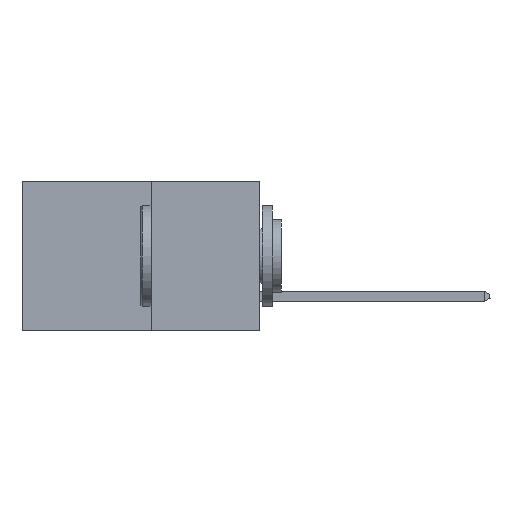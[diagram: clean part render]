
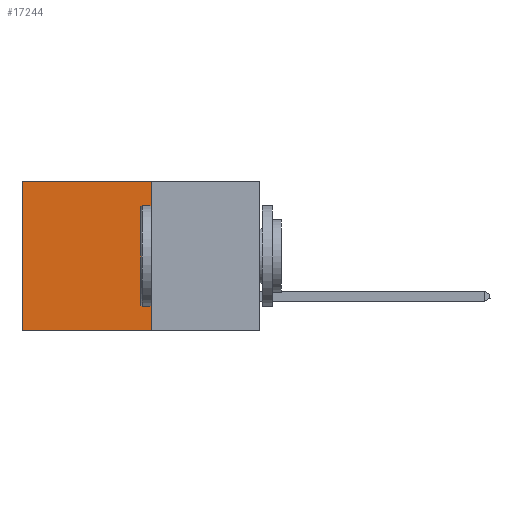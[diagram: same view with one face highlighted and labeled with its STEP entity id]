
A CAD part, left-side view. The second image highlights one B-rep face of the part: STEP entity #17244.
In plain terms, the highlighted planar face has unit normal (-1, 0, 0).
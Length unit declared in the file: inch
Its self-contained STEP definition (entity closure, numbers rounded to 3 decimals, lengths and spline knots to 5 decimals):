
#309 = ORIENTED_EDGE ( 'NONE', *, *, #18627, .T. ) ;
#826 = DIRECTION ( 'NONE',  ( 0., 0., -1. ) ) ;
#1743 = DIRECTION ( 'NONE',  ( 0., 1., 0. ) ) ;
#1941 = CARTESIAN_POINT ( 'NONE',  ( 0.277, 0.27, 0. ) ) ;
#2418 = VECTOR ( 'NONE', #1743, 39.37008 ) ;
#2875 = CARTESIAN_POINT ( 'NONE',  ( 0.277, 0.27, -0.37 ) ) ;
#2917 = VERTEX_POINT ( 'NONE', #7908 ) ;
#3591 = LINE ( 'NONE', #18438, #19048 ) ;
#4338 = LINE ( 'NONE', #2875, #7918 ) ;
#4372 = VERTEX_POINT ( 'NONE', #17820 ) ;
#5404 = VERTEX_POINT ( 'NONE', #1941 ) ;
#6112 = VERTEX_POINT ( 'NONE', #9381 ) ;
#7388 = ORIENTED_EDGE ( 'NONE', *, *, #16851, .T. ) ;
#7533 = DIRECTION ( 'NONE',  ( 0., 0., -1. ) ) ;
#7908 = CARTESIAN_POINT ( 'NONE',  ( 0.277, 0.59, -0.37 ) ) ;
#7918 = VECTOR ( 'NONE', #15009, 39.37008 ) ;
#7982 = DIRECTION ( 'NONE',  ( 0., 0., -1. ) ) ;
#8156 = FACE_OUTER_BOUND ( 'NONE', #15537, .T. ) ;
#8176 = VECTOR ( 'NONE', #7533, 39.37008 ) ;
#9381 = CARTESIAN_POINT ( 'NONE',  ( 0.277, 0.59, 0. ) ) ;
#9980 = DIRECTION ( 'NONE',  ( 1., 0., 0. ) ) ;
#10274 = ORIENTED_EDGE ( 'NONE', *, *, #17467, .F. ) ;
#10812 = CARTESIAN_POINT ( 'NONE',  ( 0.277, 0.27, 0. ) ) ;
#12253 = LINE ( 'NONE', #13619, #8176 ) ;
#13399 = AXIS2_PLACEMENT_3D ( 'NONE', #18856, #9980, #826 ) ;
#13482 = EDGE_CURVE ( 'NONE', #5404, #4372, #3591, .T. ) ;
#13619 = CARTESIAN_POINT ( 'NONE',  ( 0.277, 0.59, -0.37 ) ) ;
#15009 = DIRECTION ( 'NONE',  ( 0., 1., 0. ) ) ;
#15537 = EDGE_LOOP ( 'NONE', ( #7388, #10274, #18606, #309 ) ) ;
#16851 = EDGE_CURVE ( 'NONE', #6112, #2917, #12253, .T. ) ;
#17244 = ADVANCED_FACE ( 'NONE', ( #8156 ), #17375, .F. ) ;
#17375 = PLANE ( 'NONE',  #13399 ) ;
#17467 = EDGE_CURVE ( 'NONE', #4372, #2917, #4338, .T. ) ;
#17820 = CARTESIAN_POINT ( 'NONE',  ( 0.277, 0.27, -0.37 ) ) ;
#17987 = LINE ( 'NONE', #10812, #2418 ) ;
#18438 = CARTESIAN_POINT ( 'NONE',  ( 0.277, 0.27, -0.37 ) ) ;
#18606 = ORIENTED_EDGE ( 'NONE', *, *, #13482, .F. ) ;
#18627 = EDGE_CURVE ( 'NONE', #5404, #6112, #17987, .T. ) ;
#18856 = CARTESIAN_POINT ( 'NONE',  ( 0.277, 0.27, -0.37 ) ) ;
#19048 = VECTOR ( 'NONE', #7982, 39.37008 ) ;
